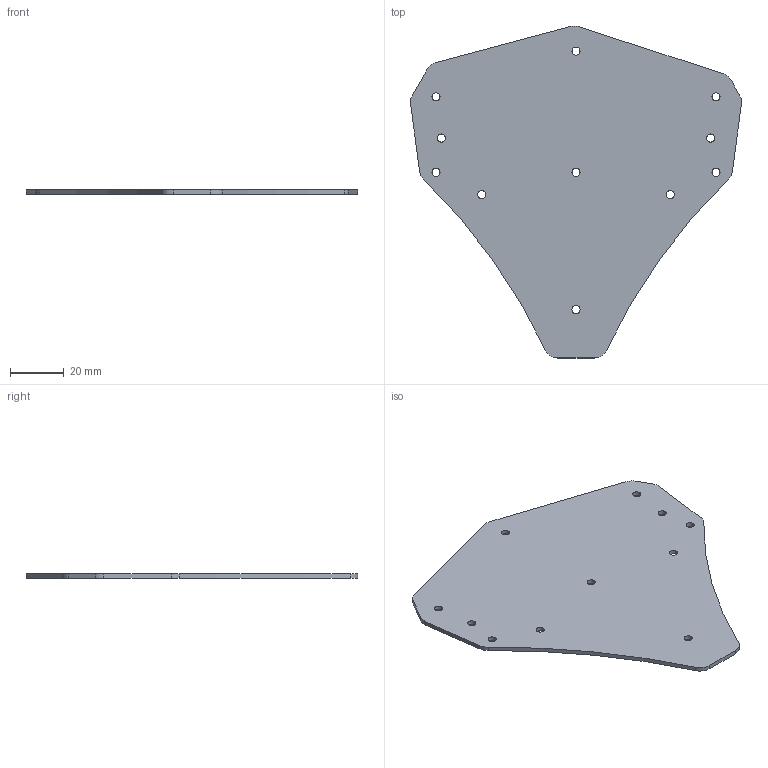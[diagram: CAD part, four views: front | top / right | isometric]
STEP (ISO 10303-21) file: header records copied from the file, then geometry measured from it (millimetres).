
FILE_DESCRIPTION(/* description */ (''),/* implementation_level */ '2;1');
FILE_NAME(/* name */ 'Bottom Plate.stp',/* time_stamp */ '2014-06-10T20:10:46-04:00',/* author */ (''),/* organization */ (''),/* preprocessor_version */ 'ST-DEVELOPER v11',/* originating_system */ 'SIEMENS PLM Software NX 7.5',/* authorisation */ '');
FILE_SCHEMA (('CONFIG_CONTROL_DESIGN'));
Length unit declared in the file: millimetre
Products named in the file (1): Gear4396z9ox
Bounding box: 122.99 x 123.32 x 1.52 mm (x, y, z)
Volume: 14734.1 mm3; surface area: 20077.2 mm2
Topology: 1 solids, 1 shells, 31 faces, 96 edges, 67 vertices
Faces by surface type: cylinder 22, plane 9
Full cylindrical faces by diameter (mm): 3 x11
Entity records: 1100 total; most frequent: DIRECTION 184, CARTESIAN_POINT 166, ORIENTED_EDGE 152, EDGE_CURVE 76, AXIS2_PLACEMENT_3D 76, EDGE_LOOP 64, VERTEX_POINT 58, FACE_BOUND 46
